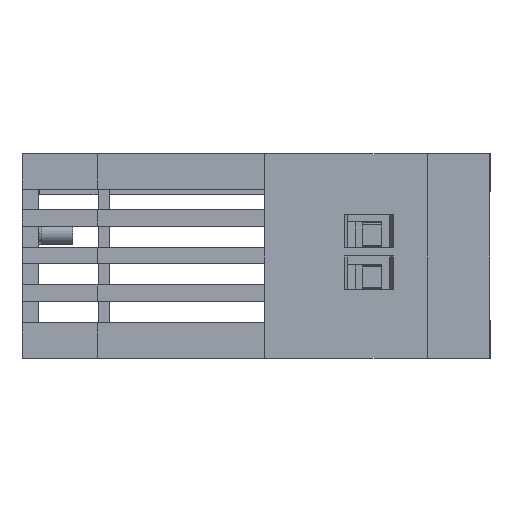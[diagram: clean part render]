
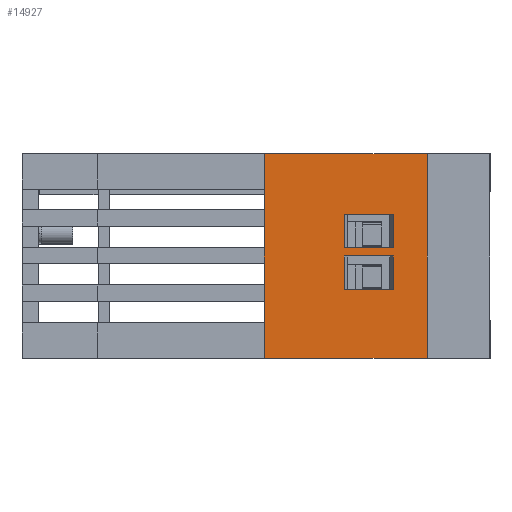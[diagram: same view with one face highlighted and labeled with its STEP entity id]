
A CAD part, left-side view. The second image highlights one B-rep face of the part: STEP entity #14927.
In plain terms, the highlighted planar face has unit normal (-1, 0, 0).
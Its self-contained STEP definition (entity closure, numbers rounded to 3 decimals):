
#1250 = CARTESIAN_POINT ( 'NONE',  ( -46., -93.964, 17.5 ) ) ;
#1512 = DIRECTION ( 'NONE',  ( 0., -1., 0. ) ) ;
#1598 = CARTESIAN_POINT ( 'NONE',  ( -46., -93.964, 13.5 ) ) ;
#2178 = VECTOR ( 'NONE', #18244, 1000. ) ;
#2340 = CARTESIAN_POINT ( 'NONE',  ( -46., -93.964, 25. ) ) ;
#2632 = CARTESIAN_POINT ( 'NONE',  ( -46., -93.964, 25. ) ) ;
#2757 = VECTOR ( 'NONE', #28776, 1000. ) ;
#2859 = DIRECTION ( 'NONE',  ( -1., 0., 0. ) ) ;
#3791 = CARTESIAN_POINT ( 'NONE',  ( -46., 0., 0.25 ) ) ;
#3887 = ORIENTED_EDGE ( 'NONE', *, *, #8429, .T. ) ;
#3996 = EDGE_CURVE ( 'NONE', #20388, #7487, #4488, .T. ) ;
#4046 = ORIENTED_EDGE ( 'NONE', *, *, #18200, .T. ) ;
#4147 = ORIENTED_EDGE ( 'NONE', *, *, #10127, .T. ) ;
#4488 = LINE ( 'NONE', #24982, #21142 ) ;
#4538 = FACE_BOUND ( 'NONE', #15700, .T. ) ;
#4553 = VERTEX_POINT ( 'NONE', #4567 ) ;
#4567 = CARTESIAN_POINT ( 'NONE',  ( -46., -84.397, 24.75 ) ) ;
#4616 = VECTOR ( 'NONE', #20947, 1000. ) ;
#4825 = ORIENTED_EDGE ( 'NONE', *, *, #3996, .T. ) ;
#4998 = ORIENTED_EDGE ( 'NONE', *, *, #9126, .T. ) ;
#5584 = VECTOR ( 'NONE', #1512, 1000. ) ;
#6279 = VECTOR ( 'NONE', #11791, 1000. ) ;
#6583 = ORIENTED_EDGE ( 'NONE', *, *, #20751, .T. ) ;
#7487 = VERTEX_POINT ( 'NONE', #1598 ) ;
#7745 = VECTOR ( 'NONE', #14561, 1000. ) ;
#8429 = EDGE_CURVE ( 'NONE', #16577, #15703, #17379, .T. ) ;
#8588 = CARTESIAN_POINT ( 'NONE',  ( -46., -93.964, 8.5 ) ) ;
#8718 = LINE ( 'NONE', #22578, #2178 ) ;
#9126 = EDGE_CURVE ( 'NONE', #15703, #13931, #14391, .T. ) ;
#9672 = VECTOR ( 'NONE', #12126, 1000. ) ;
#10127 = EDGE_CURVE ( 'NONE', #28939, #20388, #18960, .T. ) ;
#10976 = VECTOR ( 'NONE', #27886, 1000. ) ;
#11064 = EDGE_LOOP ( 'NONE', ( #4046, #3887, #4998, #20519 ) ) ;
#11239 = CARTESIAN_POINT ( 'NONE',  ( -46., -84.397, 0.25 ) ) ;
#11791 = DIRECTION ( 'NONE',  ( 0., 0., 1. ) ) ;
#11871 = DIRECTION ( 'NONE',  ( 0., 0., 1. ) ) ;
#11942 = CARTESIAN_POINT ( 'NONE',  ( -46., -103.897, 24.75 ) ) ;
#12126 = DIRECTION ( 'NONE',  ( 0., 0., 1. ) ) ;
#12247 = ORIENTED_EDGE ( 'NONE', *, *, #20416, .F. ) ;
#12879 = VERTEX_POINT ( 'NONE', #18381 ) ;
#13007 = EDGE_CURVE ( 'NONE', #7487, #27082, #27400, .T. ) ;
#13833 = FACE_BOUND ( 'NONE', #11064, .T. ) ;
#13931 = VERTEX_POINT ( 'NONE', #19883 ) ;
#13940 = CARTESIAN_POINT ( 'NONE',  ( -46., -99.83, 13.5 ) ) ;
#14391 = LINE ( 'NONE', #2340, #9672 ) ;
#14561 = DIRECTION ( 'NONE',  ( 0., 0., -1. ) ) ;
#14927 = ADVANCED_FACE ( 'NONE', ( #4538, #13833, #25043 ), #23033, .T. ) ;
#15131 = CARTESIAN_POINT ( 'NONE',  ( -46., -99.83, 12.5 ) ) ;
#15449 = LINE ( 'NONE', #21947, #19217 ) ;
#15684 = EDGE_CURVE ( 'NONE', #27363, #12879, #24438, .T. ) ;
#15700 = EDGE_LOOP ( 'NONE', ( #4147, #4825, #21330, #6583 ) ) ;
#15703 = VERTEX_POINT ( 'NONE', #8588 ) ;
#16232 = LINE ( 'NONE', #11239, #10976 ) ;
#16577 = VERTEX_POINT ( 'NONE', #24932 ) ;
#17379 = LINE ( 'NONE', #22042, #26588 ) ;
#17421 = EDGE_CURVE ( 'NONE', #19241, #4553, #19394, .T. ) ;
#17830 = DIRECTION ( 'NONE',  ( 0., 1., 0. ) ) ;
#17847 = CARTESIAN_POINT ( 'NONE',  ( -46., -84.397, 0.25 ) ) ;
#17961 = CARTESIAN_POINT ( 'NONE',  ( -46., -103.897, 25. ) ) ;
#17995 = ORIENTED_EDGE ( 'NONE', *, *, #15684, .T. ) ;
#18200 = EDGE_CURVE ( 'NONE', #18275, #16577, #18538, .T. ) ;
#18244 = DIRECTION ( 'NONE',  ( 0., -1., 0. ) ) ;
#18259 = LINE ( 'NONE', #17961, #25150 ) ;
#18275 = VERTEX_POINT ( 'NONE', #15131 ) ;
#18381 = CARTESIAN_POINT ( 'NONE',  ( -46., -103.897, 0.25 ) ) ;
#18482 = CARTESIAN_POINT ( 'NONE',  ( -46., -99.83, 17.5 ) ) ;
#18538 = LINE ( 'NONE', #27768, #4616 ) ;
#18960 = LINE ( 'NONE', #28182, #7745 ) ;
#19217 = VECTOR ( 'NONE', #19692, 1000. ) ;
#19241 = VERTEX_POINT ( 'NONE', #11942 ) ;
#19394 = LINE ( 'NONE', #28624, #2757 ) ;
#19553 = CARTESIAN_POINT ( 'NONE',  ( -46., 0., 0. ) ) ;
#19692 = DIRECTION ( 'NONE',  ( 0., -1., 0. ) ) ;
#19883 = CARTESIAN_POINT ( 'NONE',  ( -46., -93.964, 12.5 ) ) ;
#20388 = VERTEX_POINT ( 'NONE', #13940 ) ;
#20416 = EDGE_CURVE ( 'NONE', #27363, #4553, #16232, .T. ) ;
#20519 = ORIENTED_EDGE ( 'NONE', *, *, #24426, .T. ) ;
#20751 = EDGE_CURVE ( 'NONE', #27082, #28939, #15449, .T. ) ;
#20947 = DIRECTION ( 'NONE',  ( 0., 0., -1. ) ) ;
#21142 = VECTOR ( 'NONE', #26984, 1000. ) ;
#21330 = ORIENTED_EDGE ( 'NONE', *, *, #13007, .T. ) ;
#21947 = CARTESIAN_POINT ( 'NONE',  ( -46., -99.397, 17.5 ) ) ;
#22042 = CARTESIAN_POINT ( 'NONE',  ( -46., -99.397, 8.5 ) ) ;
#22578 = CARTESIAN_POINT ( 'NONE',  ( -46., -99.397, 12.5 ) ) ;
#22817 = AXIS2_PLACEMENT_3D ( 'NONE', #19553, #2859, #11871 ) ;
#23033 = PLANE ( 'NONE',  #22817 ) ;
#24426 = EDGE_CURVE ( 'NONE', #13931, #18275, #8718, .T. ) ;
#24438 = LINE ( 'NONE', #3791, #5584 ) ;
#24932 = CARTESIAN_POINT ( 'NONE',  ( -46., -99.83, 8.5 ) ) ;
#24982 = CARTESIAN_POINT ( 'NONE',  ( -46., -99.397, 13.5 ) ) ;
#25043 = FACE_OUTER_BOUND ( 'NONE', #27172, .T. ) ;
#25150 = VECTOR ( 'NONE', #27486, 1000. ) ;
#26338 = EDGE_CURVE ( 'NONE', #12879, #19241, #18259, .T. ) ;
#26588 = VECTOR ( 'NONE', #17830, 1000. ) ;
#26984 = DIRECTION ( 'NONE',  ( 0., 1., 0. ) ) ;
#27082 = VERTEX_POINT ( 'NONE', #1250 ) ;
#27172 = EDGE_LOOP ( 'NONE', ( #28861, #12247, #17995, #29540 ) ) ;
#27363 = VERTEX_POINT ( 'NONE', #17847 ) ;
#27400 = LINE ( 'NONE', #2632, #6279 ) ;
#27486 = DIRECTION ( 'NONE',  ( 0., 0., 1. ) ) ;
#27768 = CARTESIAN_POINT ( 'NONE',  ( -46., -99.83, 25. ) ) ;
#27886 = DIRECTION ( 'NONE',  ( 0., 0., 1. ) ) ;
#28182 = CARTESIAN_POINT ( 'NONE',  ( -46., -99.83, 25. ) ) ;
#28624 = CARTESIAN_POINT ( 'NONE',  ( -46., 0., 24.75 ) ) ;
#28776 = DIRECTION ( 'NONE',  ( 0., 1., 0. ) ) ;
#28861 = ORIENTED_EDGE ( 'NONE', *, *, #17421, .T. ) ;
#28939 = VERTEX_POINT ( 'NONE', #18482 ) ;
#29540 = ORIENTED_EDGE ( 'NONE', *, *, #26338, .T. ) ;
